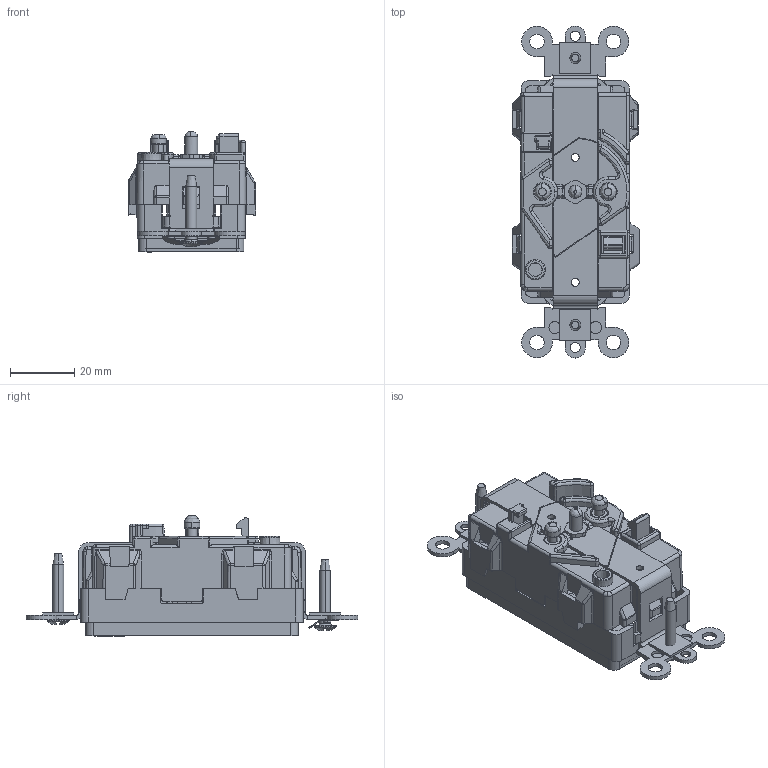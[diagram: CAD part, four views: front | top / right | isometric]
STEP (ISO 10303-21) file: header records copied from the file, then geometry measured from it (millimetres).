
FILE_DESCRIPTION (( 'STEP AP214' ), '1' );
FILE_NAME ('CATSTD-MT162-1CX-M01.STEP', '2020-10-06T19:27:29', ( '' ), ( '' ), 'SwSTEP 2.0', 'SolidWorks 2020', '' );
FILE_SCHEMA (( 'AUTOMOTIVE_DESIGN' ));
Length unit declared in the file: inch
Products named in the file (1): CATSTD-MT162-1CX-M01
Bounding box: 39.69 x 103.38 x 37.63 mm (x, y, z)
Volume: 17426.8 mm3; surface area: 29467.5 mm2
Topology: 11 solids, 11 shells, 1887 faces, 5096 edges, 3280 vertices
Faces by surface type: plane 1208, cylinder 453, bspline 93, cone 72, sphere 47, torus 14
Entity records: 85498 total; most frequent: CARTESIAN_POINT 14613, ORIENTED_EDGE 10160, DIRECTION 8907, EDGE_CURVE 5080, LINE 3589, VECTOR 3589, VERTEX_POINT 3280, AXIS2_PLACEMENT_3D 2659
